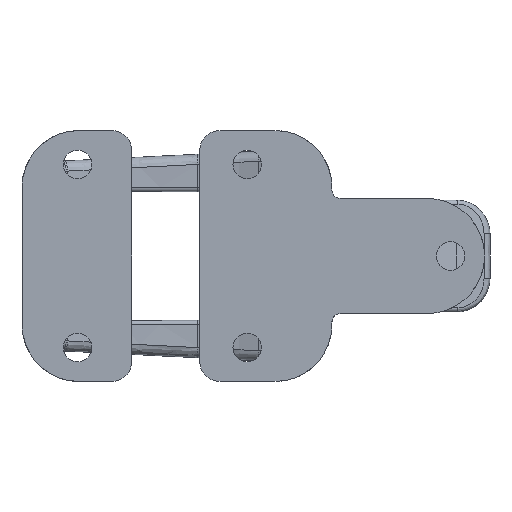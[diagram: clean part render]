
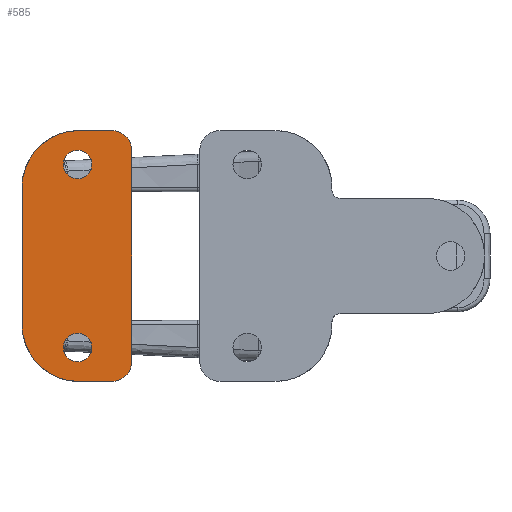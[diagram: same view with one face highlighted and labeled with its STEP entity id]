
A CAD part, front view. The second image highlights one B-rep face of the part: STEP entity #585.
In plain terms, the highlighted planar face has unit normal (0, -1, 0).
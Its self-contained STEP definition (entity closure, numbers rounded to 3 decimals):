
#585 = ADVANCED_FACE ( 'NONE', ( #745, #737, #730 ), #14048, .F. ) ;
#730 = FACE_OUTER_BOUND ( 'NONE', #895, .T. ) ;
#737 = FACE_BOUND ( 'NONE', #894, .T. ) ;
#745 = FACE_BOUND ( 'NONE', #893, .T. ) ;
#758 = AXIS2_PLACEMENT_3D ( 'NONE', #14049, #14050, #14051 ) ;
#893 = EDGE_LOOP ( 'NONE', ( #1344, #1328 ) ) ;
#894 = EDGE_LOOP ( 'NONE', ( #1324, #4801 ) ) ;
#895 = EDGE_LOOP ( 'NONE', ( #4800, #4799, #4802, #4803, #4798, #4804, #4805, #4806 ) ) ;
#1185 = CARTESIAN_POINT ( 'NONE',  ( 0., 0., 13.5 ) ) ;
#1193 = DIRECTION ( 'NONE',  ( 0., 1., 0. ) ) ;
#1194 = DIRECTION ( 'NONE',  ( 0., 0., 1. ) ) ;
#1295 = LINE ( 'NONE', #1296, #6522 ) ;
#1296 = CARTESIAN_POINT ( 'NONE',  ( -8.2, 0., 18.5 ) ) ;
#1299 = DIRECTION ( 'NONE',  ( 0., 0., -1. ) ) ;
#1308 = CARTESIAN_POINT ( 'NONE',  ( 0., 0., -13.5 ) ) ;
#1311 = DIRECTION ( 'NONE',  ( 0., 1., 0. ) ) ;
#1312 = DIRECTION ( 'NONE',  ( 0., 0., 1. ) ) ;
#1324 = ORIENTED_EDGE ( 'NONE', *, *, #9509, .T. ) ;
#1328 = ORIENTED_EDGE ( 'NONE', *, *, #8947, .T. ) ;
#1344 = ORIENTED_EDGE ( 'NONE', *, *, #8973, .T. ) ;
#3487 = VERTEX_POINT ( 'NONE', #14683 ) ;
#3490 = VERTEX_POINT ( 'NONE', #14686 ) ;
#3491 = VERTEX_POINT ( 'NONE', #14687 ) ;
#3495 = VERTEX_POINT ( 'NONE', #14691 ) ;
#3499 = VERTEX_POINT ( 'NONE', #14695 ) ;
#3500 = VERTEX_POINT ( 'NONE', #14696 ) ;
#3507 = VERTEX_POINT ( 'NONE', #14703 ) ;
#3516 = VERTEX_POINT ( 'NONE', #14712 ) ;
#3520 = VERTEX_POINT ( 'NONE', #14716 ) ;
#3527 = VERTEX_POINT ( 'NONE', #14723 ) ;
#3537 = VERTEX_POINT ( 'NONE', #14733 ) ;
#3538 = VERTEX_POINT ( 'NONE', #14734 ) ;
#3953 = AXIS2_PLACEMENT_3D ( 'NONE', #13731, #13732, #13733 ) ;
#3962 = AXIS2_PLACEMENT_3D ( 'NONE', #13728, #13729, #13730 ) ;
#3963 = AXIS2_PLACEMENT_3D ( 'NONE', #13734, #13741, #13742 ) ;
#3964 = VECTOR ( 'NONE', #13737, 1000. ) ;
#3965 = AXIS2_PLACEMENT_3D ( 'NONE', #13749, #13750, #13751 ) ;
#3966 = VECTOR ( 'NONE', #13740, 1000. ) ;
#3967 = AXIS2_PLACEMENT_3D ( 'NONE', #13743, #13747, #13748 ) ;
#3968 = VECTOR ( 'NONE', #13746, 1000. ) ;
#4798 = ORIENTED_EDGE ( 'NONE', *, *, #9514, .F. ) ;
#4799 = ORIENTED_EDGE ( 'NONE', *, *, #9510, .T. ) ;
#4800 = ORIENTED_EDGE ( 'NONE', *, *, #9512, .T. ) ;
#4801 = ORIENTED_EDGE ( 'NONE', *, *, #8958, .T. ) ;
#4802 = ORIENTED_EDGE ( 'NONE', *, *, #9511, .F. ) ;
#4803 = ORIENTED_EDGE ( 'NONE', *, *, #9513, .T. ) ;
#4804 = ORIENTED_EDGE ( 'NONE', *, *, #9515, .T. ) ;
#4805 = ORIENTED_EDGE ( 'NONE', *, *, #8971, .T. ) ;
#4806 = ORIENTED_EDGE ( 'NONE', *, *, #9516, .T. ) ;
#6500 = AXIS2_PLACEMENT_3D ( 'NONE', #13249, #13250, #13251 ) ;
#6510 = AXIS2_PLACEMENT_3D ( 'NONE', #1185, #1193, #1194 ) ;
#6522 = VECTOR ( 'NONE', #1299, 1000. ) ;
#6523 = AXIS2_PLACEMENT_3D ( 'NONE', #1308, #1311, #1312 ) ;
#6590 = CIRCLE ( 'NONE', #6523, 2.1 ) ;
#6735 = CIRCLE ( 'NONE', #3962, 2.1 ) ;
#6748 = CIRCLE ( 'NONE', #3953, 3. ) ;
#6749 = CIRCLE ( 'NONE', #3963, 3. ) ;
#6750 = CIRCLE ( 'NONE', #3967, 8.4 ) ;
#6751 = CIRCLE ( 'NONE', #3965, 8.4 ) ;
#8947 = EDGE_CURVE ( 'NONE', #3516, #3527, #10885, .T. ) ;
#8958 = EDGE_CURVE ( 'NONE', #3520, #3538, #10889, .T. ) ;
#8971 = EDGE_CURVE ( 'NONE', #3499, #3537, #1295, .T. ) ;
#8973 = EDGE_CURVE ( 'NONE', #3527, #3516, #6590, .T. ) ;
#9509 = EDGE_CURVE ( 'NONE', #3538, #3520, #6735, .T. ) ;
#9510 = EDGE_CURVE ( 'NONE', #3507, #3490, #6748, .T. ) ;
#9511 = EDGE_CURVE ( 'NONE', #3491, #3490, #13735, .T. ) ;
#9512 = EDGE_CURVE ( 'NONE', #3500, #3507, #13738, .T. ) ;
#9513 = EDGE_CURVE ( 'NONE', #3491, #3487, #6749, .T. ) ;
#9514 = EDGE_CURVE ( 'NONE', #3495, #3487, #13744, .T. ) ;
#9515 = EDGE_CURVE ( 'NONE', #3495, #3499, #6750, .T. ) ;
#9516 = EDGE_CURVE ( 'NONE', #3537, #3500, #6751, .T. ) ;
#10885 = CIRCLE ( 'NONE', #6500, 2.1 ) ;
#10889 = CIRCLE ( 'NONE', #6510, 2.1 ) ;
#13249 = CARTESIAN_POINT ( 'NONE',  ( 0., 0., -13.5 ) ) ;
#13250 = DIRECTION ( 'NONE',  ( 0., 1., 0. ) ) ;
#13251 = DIRECTION ( 'NONE',  ( 0., 0., 1. ) ) ;
#13728 = CARTESIAN_POINT ( 'NONE',  ( 0., 0., 13.5 ) ) ;
#13729 = DIRECTION ( 'NONE',  ( 0., 1., 0. ) ) ;
#13730 = DIRECTION ( 'NONE',  ( 0., 0., 1. ) ) ;
#13731 = CARTESIAN_POINT ( 'NONE',  ( 5., 0., -15.5 ) ) ;
#13732 = DIRECTION ( 'NONE',  ( 0., -1., 0. ) ) ;
#13733 = DIRECTION ( 'NONE',  ( 0., 0., 1. ) ) ;
#13734 = CARTESIAN_POINT ( 'NONE',  ( 5., 0., 15.5 ) ) ;
#13735 = LINE ( 'NONE', #13736, #3964 ) ;
#13736 = CARTESIAN_POINT ( 'NONE',  ( 8., 0., 18.5 ) ) ;
#13737 = DIRECTION ( 'NONE',  ( 0., 0., -1. ) ) ;
#13738 = LINE ( 'NONE', #13739, #3966 ) ;
#13739 = CARTESIAN_POINT ( 'NONE',  ( -8.2, 0., -18.5 ) ) ;
#13740 = DIRECTION ( 'NONE',  ( 1., 0., 0. ) ) ;
#13741 = DIRECTION ( 'NONE',  ( 0., -1., 0. ) ) ;
#13742 = DIRECTION ( 'NONE',  ( 0., 0., 1. ) ) ;
#13743 = CARTESIAN_POINT ( 'NONE',  ( 0.2, 0., 10.1 ) ) ;
#13744 = LINE ( 'NONE', #13745, #3968 ) ;
#13745 = CARTESIAN_POINT ( 'NONE',  ( -8.2, 0., 18.5 ) ) ;
#13746 = DIRECTION ( 'NONE',  ( 1., 0., 0. ) ) ;
#13747 = DIRECTION ( 'NONE',  ( 0., -1., 0. ) ) ;
#13748 = DIRECTION ( 'NONE',  ( 0., 0., 1. ) ) ;
#13749 = CARTESIAN_POINT ( 'NONE',  ( 0.2, 0., -10.1 ) ) ;
#13750 = DIRECTION ( 'NONE',  ( 0., -1., 0. ) ) ;
#13751 = DIRECTION ( 'NONE',  ( 0., 0., 1. ) ) ;
#14048 = PLANE ( 'NONE',  #758 ) ;
#14049 = CARTESIAN_POINT ( 'NONE',  ( -8.2, 0., 18.5 ) ) ;
#14050 = DIRECTION ( 'NONE',  ( 0., 1., 0. ) ) ;
#14051 = DIRECTION ( 'NONE',  ( 0., 0., 1. ) ) ;
#14683 = CARTESIAN_POINT ( 'NONE',  ( 5., 0., 18.5 ) ) ;
#14686 = CARTESIAN_POINT ( 'NONE',  ( 8., 0., -15.5 ) ) ;
#14687 = CARTESIAN_POINT ( 'NONE',  ( 8., 0., 15.5 ) ) ;
#14691 = CARTESIAN_POINT ( 'NONE',  ( 0.2, 0., 18.5 ) ) ;
#14695 = CARTESIAN_POINT ( 'NONE',  ( -8.2, 0., 10.1 ) ) ;
#14696 = CARTESIAN_POINT ( 'NONE',  ( 0.2, 0., -18.5 ) ) ;
#14703 = CARTESIAN_POINT ( 'NONE',  ( 5., 0., -18.5 ) ) ;
#14712 = CARTESIAN_POINT ( 'NONE',  ( 0., 0., -11.4 ) ) ;
#14716 = CARTESIAN_POINT ( 'NONE',  ( 0., 0., 11.4 ) ) ;
#14723 = CARTESIAN_POINT ( 'NONE',  ( 0., 0., -15.6 ) ) ;
#14733 = CARTESIAN_POINT ( 'NONE',  ( -8.2, 0., -10.1 ) ) ;
#14734 = CARTESIAN_POINT ( 'NONE',  ( 0., 0., 15.6 ) ) ;
